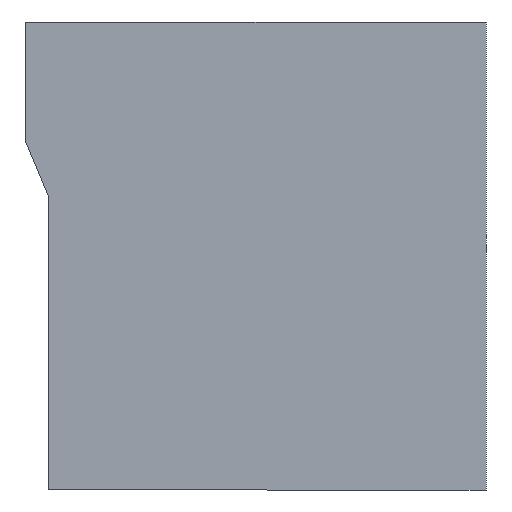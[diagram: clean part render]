
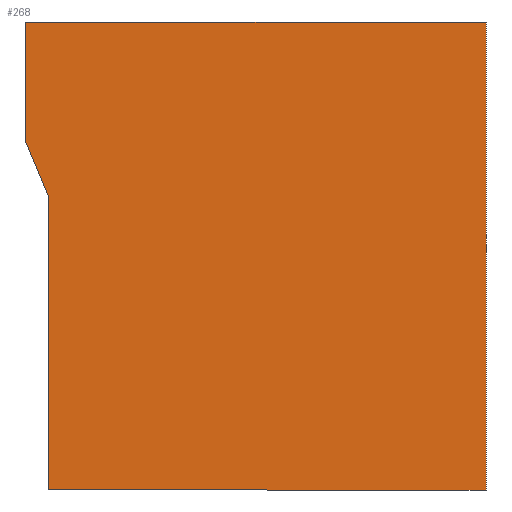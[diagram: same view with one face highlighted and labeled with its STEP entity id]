
A CAD part, front view. The second image highlights one B-rep face of the part: STEP entity #268.
In plain terms, the highlighted planar face has unit normal (0, -1, 0).
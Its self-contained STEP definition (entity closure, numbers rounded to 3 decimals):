
#9 = DIRECTION ( 'NONE',  ( 0., 0., 1. ) ) ;
#10 = LINE ( 'NONE', #140, #167 ) ;
#12 = VERTEX_POINT ( 'NONE', #118 ) ;
#14 = ORIENTED_EDGE ( 'NONE', *, *, #159, .F. ) ;
#17 = DIRECTION ( 'NONE',  ( 0., 0., 1. ) ) ;
#18 = DIRECTION ( 'NONE',  ( -0.383, 0., 0.924 ) ) ;
#19 = VECTOR ( 'NONE', #9, 1000. ) ;
#30 = ORIENTED_EDGE ( 'NONE', *, *, #144, .F. ) ;
#36 = ORIENTED_EDGE ( 'NONE', *, *, #254, .F. ) ;
#43 = DIRECTION ( 'NONE',  ( 0., 1., 0. ) ) ;
#47 = CARTESIAN_POINT ( 'NONE',  ( 0., 0., -3.787 ) ) ;
#51 = CARTESIAN_POINT ( 'NONE',  ( 14.5, 0., 0. ) ) ;
#54 = CARTESIAN_POINT ( 'NONE',  ( 0.699, 0., -14.75 ) ) ;
#70 = VERTEX_POINT ( 'NONE', #252 ) ;
#71 = VECTOR ( 'NONE', #17, 1000. ) ;
#72 = ORIENTED_EDGE ( 'NONE', *, *, #127, .F. ) ;
#92 = LINE ( 'NONE', #54, #71 ) ;
#99 = VERTEX_POINT ( 'NONE', #51 ) ;
#103 = VECTOR ( 'NONE', #151, 1000. ) ;
#108 = ORIENTED_EDGE ( 'NONE', *, *, #173, .F. ) ;
#116 = ORIENTED_EDGE ( 'NONE', *, *, #134, .F. ) ;
#117 = CARTESIAN_POINT ( 'NONE',  ( 0., 0., 0. ) ) ;
#118 = CARTESIAN_POINT ( 'NONE',  ( 14.5, 0., -14.75 ) ) ;
#124 = VECTOR ( 'NONE', #18, 1000. ) ;
#125 = AXIS2_PLACEMENT_3D ( 'NONE', #136, #43, #182 ) ;
#127 = EDGE_CURVE ( 'NONE', #99, #12, #198, .T. ) ;
#134 = EDGE_CURVE ( 'NONE', #253, #246, #206, .T. ) ;
#136 = CARTESIAN_POINT ( 'NONE',  ( 0., 0., 0. ) ) ;
#139 = CARTESIAN_POINT ( 'NONE',  ( 0.699, 0., -5.471 ) ) ;
#140 = CARTESIAN_POINT ( 'NONE',  ( 14.5, 0., -14.75 ) ) ;
#144 = EDGE_CURVE ( 'NONE', #246, #99, #250, .T. ) ;
#146 = VECTOR ( 'NONE', #172, 1000. ) ;
#148 = EDGE_LOOP ( 'NONE', ( #116, #108, #14, #36, #72, #30 ) ) ;
#151 = DIRECTION ( 'NONE',  ( 1., 0., 0. ) ) ;
#159 = EDGE_CURVE ( 'NONE', #199, #70, #92, .T. ) ;
#167 = VECTOR ( 'NONE', #264, 1000. ) ;
#172 = DIRECTION ( 'NONE',  ( 0., 0., -1. ) ) ;
#173 = EDGE_CURVE ( 'NONE', #70, #253, #240, .T. ) ;
#177 = CARTESIAN_POINT ( 'NONE',  ( 0.699, 0., -14.75 ) ) ;
#182 = DIRECTION ( 'NONE',  ( 0., 0., 1. ) ) ;
#187 = PLANE ( 'NONE',  #125 ) ;
#188 = FACE_OUTER_BOUND ( 'NONE', #148, .T. ) ;
#198 = LINE ( 'NONE', #220, #146 ) ;
#199 = VERTEX_POINT ( 'NONE', #177 ) ;
#206 = LINE ( 'NONE', #47, #19 ) ;
#210 = CARTESIAN_POINT ( 'NONE',  ( 0., 0., -3.787 ) ) ;
#220 = CARTESIAN_POINT ( 'NONE',  ( 14.5, 0., 0. ) ) ;
#231 = CARTESIAN_POINT ( 'NONE',  ( 0., 0., 0. ) ) ;
#240 = LINE ( 'NONE', #139, #124 ) ;
#246 = VERTEX_POINT ( 'NONE', #117 ) ;
#250 = LINE ( 'NONE', #231, #103 ) ;
#252 = CARTESIAN_POINT ( 'NONE',  ( 0.699, 0., -5.471 ) ) ;
#253 = VERTEX_POINT ( 'NONE', #210 ) ;
#254 = EDGE_CURVE ( 'NONE', #12, #199, #10, .T. ) ;
#264 = DIRECTION ( 'NONE',  ( -1., 0., 0. ) ) ;
#268 = ADVANCED_FACE ( 'NONE', ( #188 ), #187, .F. ) ;
